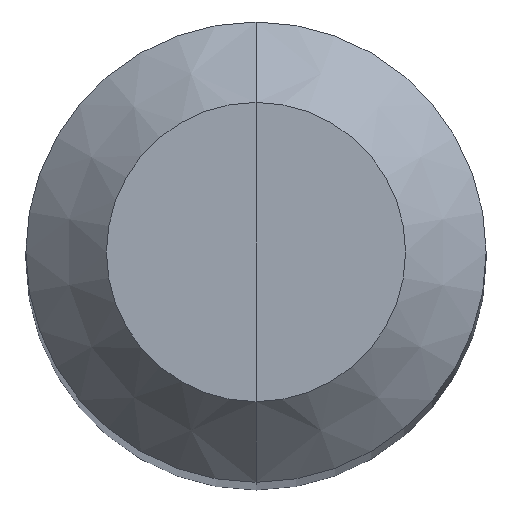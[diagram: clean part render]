
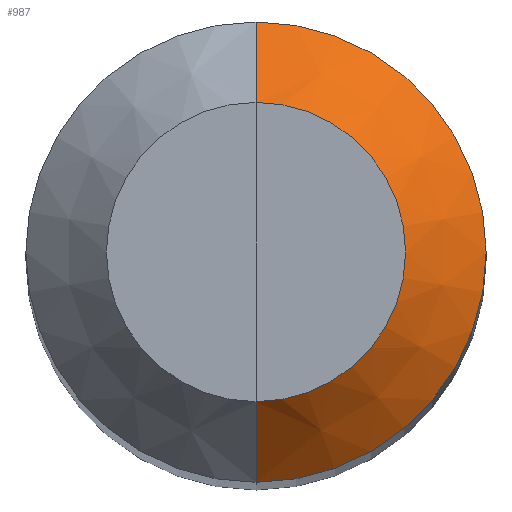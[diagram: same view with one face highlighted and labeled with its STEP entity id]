
A CAD part, top view. The second image highlights one B-rep face of the part: STEP entity #987.
In plain terms, the highlighted conical face has half-angle 45 degrees and reference radius 2 mm.
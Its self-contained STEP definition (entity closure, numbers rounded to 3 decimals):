
#873 = CYLINDRICAL_SURFACE('',#874,2.);
#874 = AXIS2_PLACEMENT_3D('',#875,#876,#877);
#875 = CARTESIAN_POINT('',(0.,0.,-38.745));
#876 = DIRECTION('',(0.,0.,1.));
#877 = DIRECTION('',(0.,-1.,0.));
#911 = VERTEX_POINT('',#912);
#912 = CARTESIAN_POINT('',(0.,2.,-0.7));
#938 = EDGE_CURVE('',#939,#911,#941,.T.);
#939 = VERTEX_POINT('',#940);
#940 = CARTESIAN_POINT('',(0.,-2.,-0.7));
#941 = SURFACE_CURVE('',#942,(#947,#954),.PCURVE_S1.);
#942 = CIRCLE('',#943,2.);
#943 = AXIS2_PLACEMENT_3D('',#944,#945,#946);
#944 = CARTESIAN_POINT('',(0.,0.,-0.7));
#945 = DIRECTION('',(0.,0.,1.));
#946 = DIRECTION('',(0.,-1.,0.));
#947 = PCURVE('',#873,#948);
#948 = DEFINITIONAL_REPRESENTATION('',(#949),#953);
#949 = LINE('',#950,#951);
#950 = CARTESIAN_POINT('',(0.,38.045));
#951 = VECTOR('',#952,1.);
#952 = DIRECTION('',(1.,0.));
#953 = ( GEOMETRIC_REPRESENTATION_CONTEXT(2) 
PARAMETRIC_REPRESENTATION_CONTEXT() REPRESENTATION_CONTEXT('2D SPACE',''
  ) );
#954 = PCURVE('',#955,#960);
#955 = CONICAL_SURFACE('',#956,2.,0.785);
#956 = AXIS2_PLACEMENT_3D('',#957,#958,#959);
#957 = CARTESIAN_POINT('',(0.,0.,-0.7));
#958 = DIRECTION('',(-0.,-0.,-1.));
#959 = DIRECTION('',(0.,-1.,0.));
#960 = DEFINITIONAL_REPRESENTATION('',(#961),#965);
#961 = LINE('',#962,#963);
#962 = CARTESIAN_POINT('',(-0.,-0.));
#963 = VECTOR('',#964,1.);
#964 = DIRECTION('',(-1.,-0.));
#965 = ( GEOMETRIC_REPRESENTATION_CONTEXT(2) 
PARAMETRIC_REPRESENTATION_CONTEXT() REPRESENTATION_CONTEXT('2D SPACE',''
  ) );
#987 = ADVANCED_FACE('',(#988),#955,.T.);
#988 = FACE_BOUND('',#989,.T.);
#989 = EDGE_LOOP('',(#990,#991,#1019,#1048));
#990 = ORIENTED_EDGE('',*,*,#938,.T.);
#991 = ORIENTED_EDGE('',*,*,#992,.T.);
#992 = EDGE_CURVE('',#911,#993,#995,.T.);
#993 = VERTEX_POINT('',#994);
#994 = CARTESIAN_POINT('',(0.,1.3,0.));
#995 = SURFACE_CURVE('',#996,(#1000,#1007),.PCURVE_S1.);
#996 = LINE('',#997,#998);
#997 = CARTESIAN_POINT('',(0.,2.,-0.7));
#998 = VECTOR('',#999,1.);
#999 = DIRECTION('',(0.,-0.707,0.707)
  );
#1000 = PCURVE('',#955,#1001);
#1001 = DEFINITIONAL_REPRESENTATION('',(#1002),#1006);
#1002 = LINE('',#1003,#1004);
#1003 = CARTESIAN_POINT('',(-3.142,-0.));
#1004 = VECTOR('',#1005,1.);
#1005 = DIRECTION('',(-0.,-1.));
#1006 = ( GEOMETRIC_REPRESENTATION_CONTEXT(2) 
PARAMETRIC_REPRESENTATION_CONTEXT() REPRESENTATION_CONTEXT('2D SPACE',''
  ) );
#1007 = PCURVE('',#1008,#1013);
#1008 = CONICAL_SURFACE('',#1009,2.,0.785);
#1009 = AXIS2_PLACEMENT_3D('',#1010,#1011,#1012);
#1010 = CARTESIAN_POINT('',(0.,0.,-0.7));
#1011 = DIRECTION('',(-0.,-0.,-1.));
#1012 = DIRECTION('',(0.,-1.,0.));
#1013 = DEFINITIONAL_REPRESENTATION('',(#1014),#1018);
#1014 = LINE('',#1015,#1016);
#1015 = CARTESIAN_POINT('',(3.142,-0.));
#1016 = VECTOR('',#1017,1.);
#1017 = DIRECTION('',(0.,-1.));
#1018 = ( GEOMETRIC_REPRESENTATION_CONTEXT(2) 
PARAMETRIC_REPRESENTATION_CONTEXT() REPRESENTATION_CONTEXT('2D SPACE',''
  ) );
#1019 = ORIENTED_EDGE('',*,*,#1020,.F.);
#1020 = EDGE_CURVE('',#1021,#993,#1023,.T.);
#1021 = VERTEX_POINT('',#1022);
#1022 = CARTESIAN_POINT('',(0.,-1.3,0.));
#1023 = SURFACE_CURVE('',#1024,(#1029,#1036),.PCURVE_S1.);
#1024 = CIRCLE('',#1025,1.3);
#1025 = AXIS2_PLACEMENT_3D('',#1026,#1027,#1028);
#1026 = CARTESIAN_POINT('',(0.,0.,0.));
#1027 = DIRECTION('',(0.,0.,1.));
#1028 = DIRECTION('',(0.,-1.,0.));
#1029 = PCURVE('',#955,#1030);
#1030 = DEFINITIONAL_REPRESENTATION('',(#1031),#1035);
#1031 = LINE('',#1032,#1033);
#1032 = CARTESIAN_POINT('',(-0.,-0.7));
#1033 = VECTOR('',#1034,1.);
#1034 = DIRECTION('',(-1.,-0.));
#1035 = ( GEOMETRIC_REPRESENTATION_CONTEXT(2) 
PARAMETRIC_REPRESENTATION_CONTEXT() REPRESENTATION_CONTEXT('2D SPACE',''
  ) );
#1036 = PCURVE('',#1037,#1042);
#1037 = PLANE('',#1038);
#1038 = AXIS2_PLACEMENT_3D('',#1039,#1040,#1041);
#1039 = CARTESIAN_POINT('',(0.,0.,0.));
#1040 = DIRECTION('',(0.,0.,1.));
#1041 = DIRECTION('',(0.,-1.,0.));
#1042 = DEFINITIONAL_REPRESENTATION('',(#1043),#1047);
#1043 = CIRCLE('',#1044,1.3);
#1044 = AXIS2_PLACEMENT_2D('',#1045,#1046);
#1045 = CARTESIAN_POINT('',(0.,0.));
#1046 = DIRECTION('',(1.,0.));
#1047 = ( GEOMETRIC_REPRESENTATION_CONTEXT(2) 
PARAMETRIC_REPRESENTATION_CONTEXT() REPRESENTATION_CONTEXT('2D SPACE',''
  ) );
#1048 = ORIENTED_EDGE('',*,*,#1049,.F.);
#1049 = EDGE_CURVE('',#939,#1021,#1050,.T.);
#1050 = SURFACE_CURVE('',#1051,(#1055,#1062),.PCURVE_S1.);
#1051 = LINE('',#1052,#1053);
#1052 = CARTESIAN_POINT('',(0.,-2.,-0.7));
#1053 = VECTOR('',#1054,1.);
#1054 = DIRECTION('',(0.,0.707,0.707));
#1055 = PCURVE('',#955,#1056);
#1056 = DEFINITIONAL_REPRESENTATION('',(#1057),#1061);
#1057 = LINE('',#1058,#1059);
#1058 = CARTESIAN_POINT('',(-0.,-0.));
#1059 = VECTOR('',#1060,1.);
#1060 = DIRECTION('',(-0.,-1.));
#1061 = ( GEOMETRIC_REPRESENTATION_CONTEXT(2) 
PARAMETRIC_REPRESENTATION_CONTEXT() REPRESENTATION_CONTEXT('2D SPACE',''
  ) );
#1062 = PCURVE('',#1008,#1063);
#1063 = DEFINITIONAL_REPRESENTATION('',(#1064),#1068);
#1064 = LINE('',#1065,#1066);
#1065 = CARTESIAN_POINT('',(0.,-0.));
#1066 = VECTOR('',#1067,1.);
#1067 = DIRECTION('',(0.,-1.));
#1068 = ( GEOMETRIC_REPRESENTATION_CONTEXT(2) 
PARAMETRIC_REPRESENTATION_CONTEXT() REPRESENTATION_CONTEXT('2D SPACE',''
  ) );
